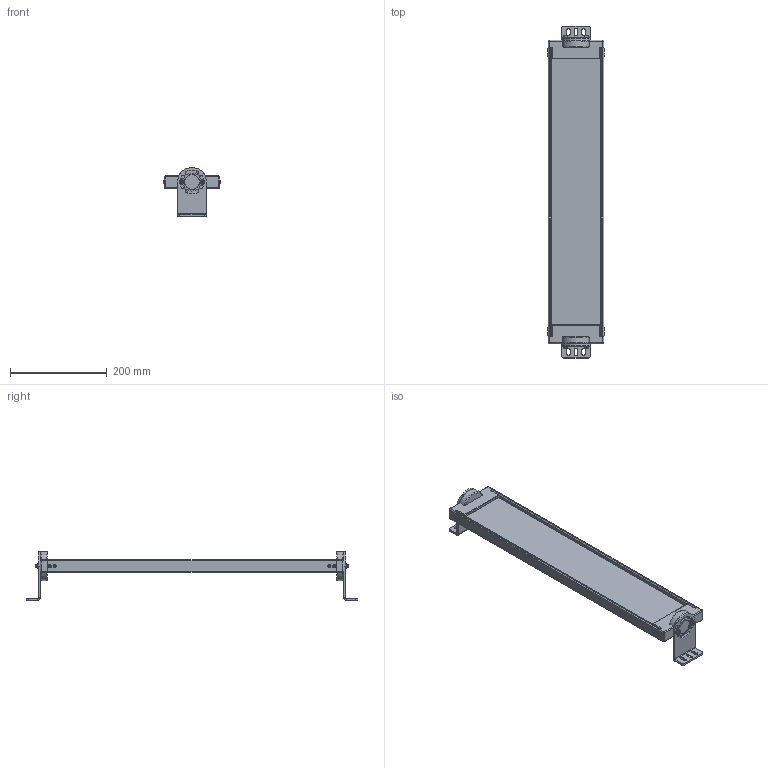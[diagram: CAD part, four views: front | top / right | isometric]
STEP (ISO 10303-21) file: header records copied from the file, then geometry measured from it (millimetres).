
FILE_DESCRIPTION((''),'2;1');
FILE_NAME('191485_ASM','2015-11-12T',('pdmadmin'),(''),'PRO/ENGINEER BY PARAMETRIC TECHNOLOGY CORPORATION, 2013230','PRO/ENGINEER BY PARAMETRIC TECHNOLOGY CORPORATION, 2013230','');
FILE_SCHEMA(('CONFIG_CONTROL_DESIGN'));
Products named in the file (10): 61079; M5_INSERT; 61079_ASM; 61923; 61909; 61407; 61082; 58892; 61895---SSM-550_ASM; 191485_ASM
Assembly tree (24 placements, depth 4):
  191485_ASM
    61895---SSM-550_ASM
      61079_ASM  x2
        61079
        M5_INSERT
      61923
      61909
      61407  x8
      61082  x2
      58892  x4
Bounding box: 118.62 x 686.35 x 101.18 mm (x, y, z)
Volume: 1280585.5 mm3; surface area: 402879.5 mm2
Topology: 26 solids, 26 shells, 1004 faces, 2638 edges, 1704 vertices
Faces by surface type: cylinder 508, plane 392, bspline 56, sphere 20, cone 16, torus 12
Entity records: 13392 total; most frequent: CARTESIAN_POINT 4893, DIRECTION 1791, ORIENTED_EDGE 1704, EDGE_CURVE 852, AXIS2_PLACEMENT_3D 672, VERTEX_POINT 548, VECTOR 447, LINE 447
